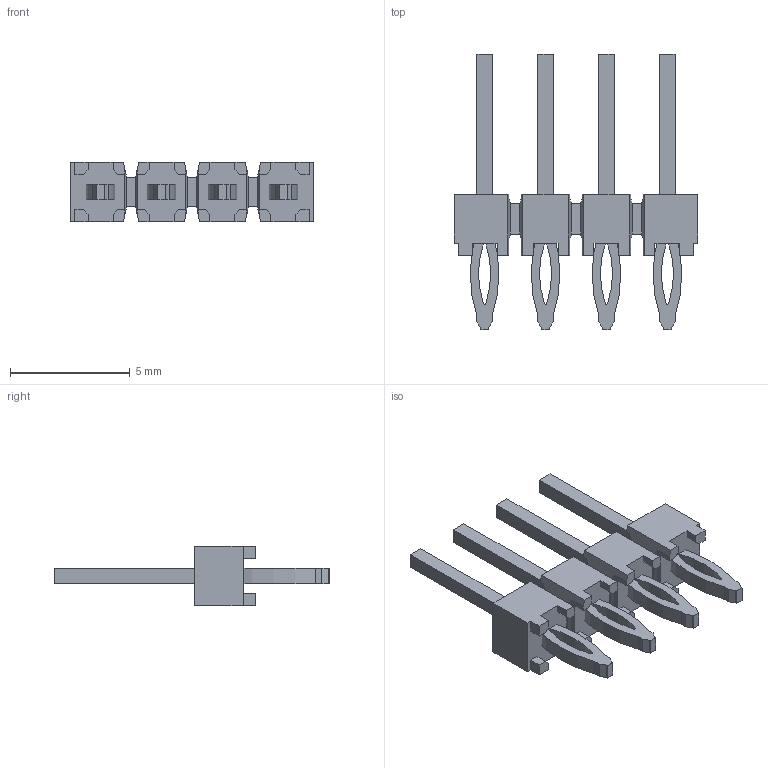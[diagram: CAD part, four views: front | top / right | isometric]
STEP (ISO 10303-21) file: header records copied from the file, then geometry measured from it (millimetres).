
FILE_DESCRIPTION(/* description */ ('STEP AP214'),/* implementation_level */ '2;1');
FILE_NAME(/* name */ 'PHT-104-01-S-S',/* time_stamp */ '2023-03-02T14:33:40+01:00',/* author */ ('License CC BY-ND 4.0'),/* organization */ ('CADENAS'),/* preprocessor_version */ 'ST-DEVELOPER v18.102',/* originating_system */ 'PARTsolutions',/* authorisation */ ' ');
FILE_SCHEMA (('AUTOMOTIVE_DESIGN {1 0 10303 214 3 1 1}'));
Length unit declared in the file: inch
Products named in the file (3): PHT-104-01-S-S; PHT-104-01-S_Pin; PHT-104-01-S_terminal
Assembly tree (2 placements, depth 2):
  PHT-104-01-S-S
    PHT-104-01-S_Pin
    PHT-104-01-S_terminal
Bounding box: 10.16 x 11.48 x 2.49 mm (x, y, z)
Volume: 65 mm3; surface area: 296.7 mm2
Topology: 2 solids, 2 shells, 260 faces, 720 edges, 472 vertices
Faces by surface type: plane 236, cylinder 24
Entity records: 8250 total; most frequent: CARTESIAN_POINT 1455, ORIENTED_EDGE 1440, DIRECTION 1294, EDGE_CURVE 720, LINE 672, VECTOR 672, VERTEX_POINT 472, AXIS2_PLACEMENT_3D 311
